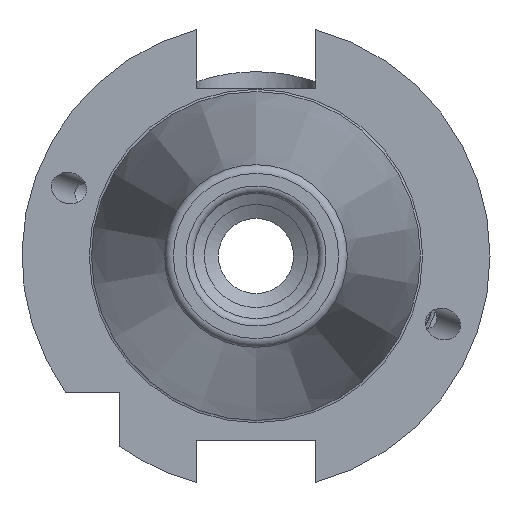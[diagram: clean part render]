
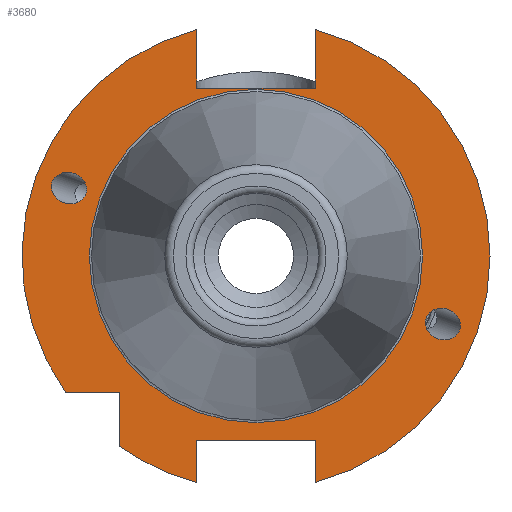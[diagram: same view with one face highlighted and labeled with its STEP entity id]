
A CAD part, left-side view. The second image highlights one B-rep face of the part: STEP entity #3680.
In plain terms, the highlighted planar face has unit normal (-1, 0, 0).
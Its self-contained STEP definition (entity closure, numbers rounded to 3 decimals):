
#542=CARTESIAN_POINT('',(3.2,-8.05,22.8));
#543=VERTEX_POINT('',#542);
#550=CARTESIAN_POINT('',(3.2,-8.05,30.738));
#551=VERTEX_POINT('',#550);
#552=CARTESIAN_POINT('',(3.2,-8.05,30.738));
#553=DIRECTION('',(0.0,0.0,-1.0));
#554=VECTOR('',#553,7.938);
#555=LINE('',#552,#554);
#556=EDGE_CURVE('',#551,#543,#555,.T.);
#1803=CARTESIAN_POINT('',(3.2,-23.093,-8.405));
#1804=VERTEX_POINT('',#1803);
#1805=CARTESIAN_POINT('',(3.2,-25.372,-9.235));
#1806=DIRECTION('',(1.0,0.0,0.0));
#1807=DIRECTION('',(0.0,-0.94,-0.342));
#1808=AXIS2_PLACEMENT_3D('',#1805,#1806,#1807);
#1809=ELLIPSE('',#1808,2.425,2.1);
#1810=EDGE_CURVE('',#1804,#1804,#1809,.T.);
#1840=CARTESIAN_POINT('',(3.2,23.093,8.405));
#1841=VERTEX_POINT('',#1840);
#1842=CARTESIAN_POINT('',(3.2,25.372,9.235));
#1843=DIRECTION('',(1.0,0.0,0.0));
#1844=DIRECTION('',(0.0,0.94,0.342));
#1845=AXIS2_PLACEMENT_3D('',#1842,#1843,#1844);
#1846=ELLIPSE('',#1845,2.425,2.1);
#1847=EDGE_CURVE('',#1841,#1841,#1846,.T.);
#2776=CARTESIAN_POINT('',(3.2,18.5,-18.5));
#2777=VERTEX_POINT('',#2776);
#2778=CARTESIAN_POINT('',(3.2,18.5,-25.834));
#2779=VERTEX_POINT('',#2778);
#2780=CARTESIAN_POINT('',(3.2,18.5,-18.5));
#2781=DIRECTION('',(0.0,0.0,-1.0));
#2782=VECTOR('',#2781,7.334);
#2783=LINE('',#2780,#2782);
#2784=EDGE_CURVE('',#2777,#2779,#2783,.T.);
#2908=CARTESIAN_POINT('',(3.2,25.834,-18.5));
#2909=VERTEX_POINT('',#2908);
#2910=CARTESIAN_POINT('',(3.2,25.834,-18.5));
#2911=DIRECTION('',(0.0,-1.0,0.0));
#2912=VECTOR('',#2911,7.334);
#2913=LINE('',#2910,#2912);
#2914=EDGE_CURVE('',#2909,#2777,#2913,.T.);
#3016=CARTESIAN_POINT('',(3.2,8.05,30.738));
#3017=VERTEX_POINT('',#3016);
#3018=CARTESIAN_POINT('',(3.2,0.0,0.));
#3019=DIRECTION('',(-1.0,0.0,0.));
#3020=DIRECTION('',(0.,0.0,1.0));
#3021=AXIS2_PLACEMENT_3D('',#3018,#3019,#3020);
#3022=CIRCLE('',#3021,31.775);
#3023=EDGE_CURVE('',#3017,#2909,#3022,.T.);
#3460=CARTESIAN_POINT('',(3.2,8.05,-25.0));
#3461=VERTEX_POINT('',#3460);
#3468=CARTESIAN_POINT('',(3.2,8.05,-30.738));
#3469=VERTEX_POINT('',#3468);
#3470=CARTESIAN_POINT('',(3.2,8.05,-30.738));
#3471=DIRECTION('',(0.0,0.0,1.0));
#3472=VECTOR('',#3471,5.738);
#3473=LINE('',#3470,#3472);
#3474=EDGE_CURVE('',#3469,#3461,#3473,.T.);
#3524=CARTESIAN_POINT('',(3.2,-8.05,-30.738));
#3525=VERTEX_POINT('',#3524);
#3532=CARTESIAN_POINT('',(3.2,-8.05,-25.0));
#3533=VERTEX_POINT('',#3532);
#3534=CARTESIAN_POINT('',(3.2,-8.05,-25.0));
#3535=DIRECTION('',(0.0,0.0,-1.0));
#3536=VECTOR('',#3535,5.738);
#3537=LINE('',#3534,#3536);
#3538=EDGE_CURVE('',#3533,#3525,#3537,.T.);
#3557=CARTESIAN_POINT('',(3.2,8.05,-25.0));
#3558=DIRECTION('',(0.0,-1.0,0.0));
#3559=VECTOR('',#3558,16.1);
#3560=LINE('',#3557,#3559);
#3561=EDGE_CURVE('',#3461,#3533,#3560,.T.);
#3621=CARTESIAN_POINT('',(3.2,0.0,27.233));
#3622=DIRECTION('',(-1.0,0.0,0.0));
#3623=DIRECTION('',(0.0,0.0,1.0));
#3624=AXIS2_PLACEMENT_3D('',#3621,#3622,#3623);
#3625=PLANE('',#3624);
#3626=ORIENTED_EDGE('',*,*,#2784,.T.);
#3627=CARTESIAN_POINT('',(3.2,0.0,0.));
#3628=DIRECTION('',(-1.0,0.0,0.));
#3629=DIRECTION('',(0.,0.0,1.0));
#3630=AXIS2_PLACEMENT_3D('',#3627,#3628,#3629);
#3631=CIRCLE('',#3630,31.775);
#3632=EDGE_CURVE('',#2779,#3469,#3631,.T.);
#3633=ORIENTED_EDGE('',*,*,#3632,.T.);
#3634=ORIENTED_EDGE('',*,*,#3474,.T.);
#3635=ORIENTED_EDGE('',*,*,#3561,.T.);
#3636=ORIENTED_EDGE('',*,*,#3538,.T.);
#3637=CARTESIAN_POINT('',(3.2,0.0,0.));
#3638=DIRECTION('',(-1.0,0.0,0.));
#3639=DIRECTION('',(0.,0.0,1.0));
#3640=AXIS2_PLACEMENT_3D('',#3637,#3638,#3639);
#3641=CIRCLE('',#3640,31.775);
#3642=EDGE_CURVE('',#3525,#551,#3641,.T.);
#3643=ORIENTED_EDGE('',*,*,#3642,.T.);
#3644=ORIENTED_EDGE('',*,*,#556,.T.);
#3645=CARTESIAN_POINT('',(3.2,8.05,22.8));
#3646=VERTEX_POINT('',#3645);
#3647=CARTESIAN_POINT('',(3.2,-8.05,22.8));
#3648=DIRECTION('',(0.0,1.0,0.0));
#3649=VECTOR('',#3648,16.1);
#3650=LINE('',#3647,#3649);
#3651=EDGE_CURVE('',#543,#3646,#3650,.T.);
#3652=ORIENTED_EDGE('',*,*,#3651,.T.);
#3653=CARTESIAN_POINT('',(3.2,8.05,22.8));
#3654=DIRECTION('',(0.0,0.0,1.0));
#3655=VECTOR('',#3654,7.938);
#3656=LINE('',#3653,#3655);
#3657=EDGE_CURVE('',#3646,#3017,#3656,.T.);
#3658=ORIENTED_EDGE('',*,*,#3657,.T.);
#3659=ORIENTED_EDGE('',*,*,#3023,.T.);
#3660=ORIENTED_EDGE('',*,*,#2914,.T.);
#3661=EDGE_LOOP('',(#3626,#3633,#3634,#3635,#3636,#3643,#3644,#3652,#3658,#3659,#3660));
#3662=FACE_OUTER_BOUND('',#3661,.T.);
#3663=ORIENTED_EDGE('',*,*,#1810,.T.);
#3664=EDGE_LOOP('',(#3663));
#3665=FACE_BOUND('',#3664,.T.);
#3666=ORIENTED_EDGE('',*,*,#1847,.T.);
#3667=EDGE_LOOP('',(#3666));
#3668=FACE_BOUND('',#3667,.T.);
#3669=CARTESIAN_POINT('',(3.2,22.625,0.0));
#3670=VERTEX_POINT('',#3669);
#3671=CARTESIAN_POINT('',(3.2,0.0,0.0));
#3672=DIRECTION('',(-1.0,0.0,0.0));
#3673=DIRECTION('',(0.0,1.0,0.0));
#3674=AXIS2_PLACEMENT_3D('',#3671,#3672,#3673);
#3675=CIRCLE('',#3674,22.625);
#3676=EDGE_CURVE('',#3670,#3670,#3675,.T.);
#3677=ORIENTED_EDGE('',*,*,#3676,.F.);
#3678=EDGE_LOOP('',(#3677));
#3679=FACE_BOUND('',#3678,.T.);
#3680=ADVANCED_FACE('',(#3662,#3665,#3668,#3679),#3625,.T.);
